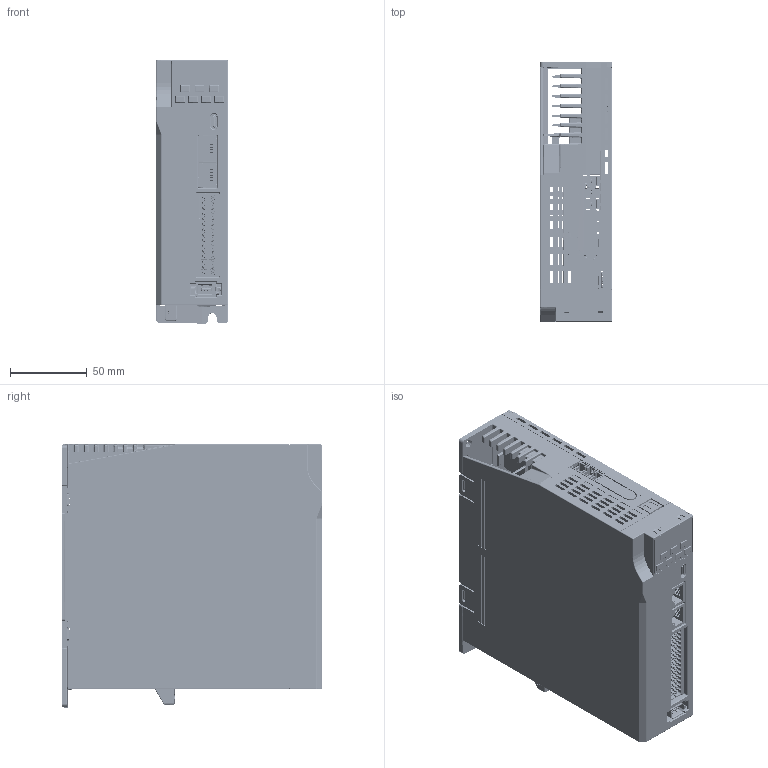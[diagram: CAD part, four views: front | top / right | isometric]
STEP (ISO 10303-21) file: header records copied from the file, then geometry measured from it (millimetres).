
FILE_DESCRIPTION((''),'2;1');
FILE_NAME('HDV-E610-2S-2T-1_5-0_7_','2024-08-23T17:31:55',('user'),(''),'CREO PARAMETRIC BY PTC INC, 2018050','CREO PARAMETRIC BY PTC INC, 2018050','');
FILE_SCHEMA(('CONFIG_CONTROL_DESIGN'));
Products named in the file (1): HDV-E610-2S-2T-1_5-0_7_
Bounding box: 47 x 170.45 x 172.01 mm (x, y, z)
Volume: 10038.5 mm3; surface area: 219141.9 mm2
Topology: 24 solids, 69 shells, 12457 faces, 35971 edges, 23053 vertices
Faces by surface type: plane 8358, cylinder 2326, bspline 608, extrusion 563, cone 357, torus 163, sphere 66, revolution 16
Entity records: 484181 total; most frequent: CARTESIAN_POINT 167788, ORIENTED_EDGE 71045, DIRECTION 57275, EDGE_CURVE 35895, VECTOR 25995, LINE 25432, VERTEX_POINT 23054, AXIS2_PLACEMENT_3D 15632
